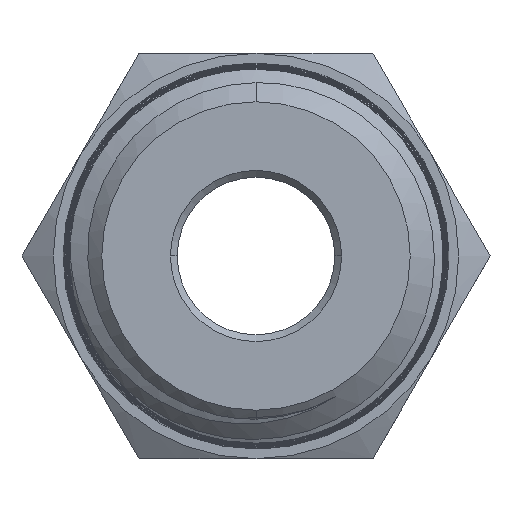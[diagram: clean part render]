
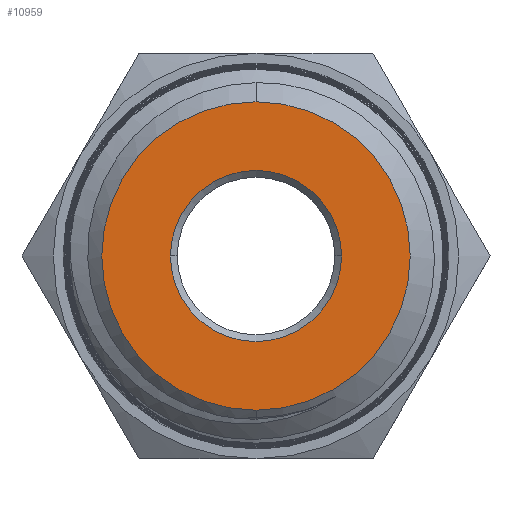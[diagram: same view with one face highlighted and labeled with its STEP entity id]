
A CAD part, front view. The second image highlights one B-rep face of the part: STEP entity #10959.
In plain terms, the highlighted planar face has unit normal (0, -1, 0).
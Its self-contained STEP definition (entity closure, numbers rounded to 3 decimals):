
#1864 = CIRCLE ( 'NONE', #9625, 6.849 ) ;
#3923 = EDGE_CURVE ( 'NONE', #8508, #19671, #1864, .T. ) ;
#4850 = VERTEX_POINT ( 'NONE', #10651 ) ;
#6893 = AXIS2_PLACEMENT_3D ( 'NONE', #41388, #20154, #44942 ) ;
#7010 = AXIS2_PLACEMENT_3D ( 'NONE', #35785, #14549, #39356 ) ;
#8508 = VERTEX_POINT ( 'NONE', #43864 ) ;
#9625 = AXIS2_PLACEMENT_3D ( 'NONE', #42588, #39028, #14230 ) ;
#10211 = AXIS2_PLACEMENT_3D ( 'NONE', #19917, #44702, #23452 ) ;
#10651 = CARTESIAN_POINT ( 'NONE',  ( -3.8, -12.5, 0. ) ) ;
#10959 = ADVANCED_FACE ( 'NONE', ( #23881, #31092 ), #13348, .T. ) ;
#12058 = EDGE_LOOP ( 'NONE', ( #24824, #41830 ) ) ;
#12264 = EDGE_LOOP ( 'NONE', ( #40144, #43412 ) ) ;
#13348 = PLANE ( 'NONE',  #43728 ) ;
#14039 = VERTEX_POINT ( 'NONE', #36115 ) ;
#14230 = DIRECTION ( 'NONE',  ( 0., 0., 1. ) ) ;
#14549 = DIRECTION ( 'NONE',  ( 0., -1., 0. ) ) ;
#15158 = EDGE_CURVE ( 'NONE', #8508, #19671, #15308, .T. ) ;
#15308 = CIRCLE ( 'NONE', #7010, 6.849 ) ;
#19671 = VERTEX_POINT ( 'NONE', #30505 ) ;
#19917 = CARTESIAN_POINT ( 'NONE',  ( 0., -12.5, 0. ) ) ;
#20154 = DIRECTION ( 'NONE',  ( 0., 1., 0. ) ) ;
#20478 = CARTESIAN_POINT ( 'NONE',  ( 0., -12.5, 0. ) ) ;
#23452 = DIRECTION ( 'NONE',  ( 1., 0., 0. ) ) ;
#23881 = FACE_BOUND ( 'NONE', #12264, .T. ) ;
#24023 = DIRECTION ( 'NONE',  ( 0., 0., -1. ) ) ;
#24824 = ORIENTED_EDGE ( 'NONE', *, *, #15158, .T. ) ;
#30505 = CARTESIAN_POINT ( 'NONE',  ( 0., -12.5, -6.849 ) ) ;
#31092 = FACE_OUTER_BOUND ( 'NONE', #12058, .T. ) ;
#33307 = EDGE_CURVE ( 'NONE', #4850, #14039, #42617, .T. ) ;
#35785 = CARTESIAN_POINT ( 'NONE',  ( 0., -12.5, 0. ) ) ;
#36115 = CARTESIAN_POINT ( 'NONE',  ( 3.8, -12.5, 0. ) ) ;
#39028 = DIRECTION ( 'NONE',  ( 0., 1., 0. ) ) ;
#39044 = EDGE_CURVE ( 'NONE', #14039, #4850, #44170, .T. ) ;
#39356 = DIRECTION ( 'NONE',  ( 0., 0., 1. ) ) ;
#40144 = ORIENTED_EDGE ( 'NONE', *, *, #39044, .T. ) ;
#41388 = CARTESIAN_POINT ( 'NONE',  ( 0., -12.5, 0. ) ) ;
#41830 = ORIENTED_EDGE ( 'NONE', *, *, #3923, .F. ) ;
#42588 = CARTESIAN_POINT ( 'NONE',  ( 0., -12.5, 0. ) ) ;
#42617 = CIRCLE ( 'NONE', #6893, 3.8 ) ;
#43412 = ORIENTED_EDGE ( 'NONE', *, *, #33307, .T. ) ;
#43728 = AXIS2_PLACEMENT_3D ( 'NONE', #20478, #45279, #24023 ) ;
#43864 = CARTESIAN_POINT ( 'NONE',  ( 0., -12.5, 6.849 ) ) ;
#44170 = CIRCLE ( 'NONE', #10211, 3.8 ) ;
#44702 = DIRECTION ( 'NONE',  ( 0., 1., 0. ) ) ;
#44942 = DIRECTION ( 'NONE',  ( 1., 0., 0. ) ) ;
#45279 = DIRECTION ( 'NONE',  ( 0., -1., 0. ) ) ;
